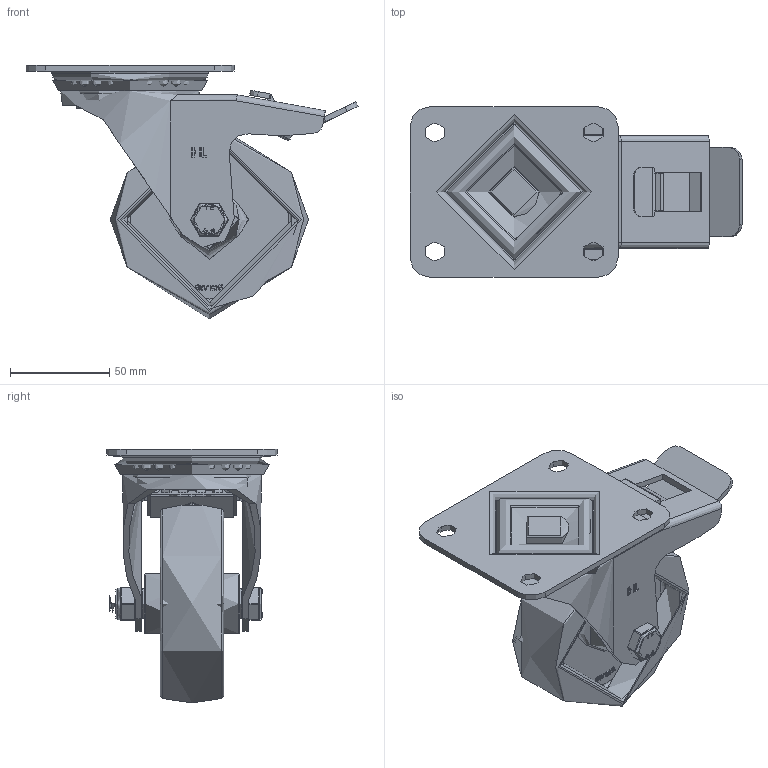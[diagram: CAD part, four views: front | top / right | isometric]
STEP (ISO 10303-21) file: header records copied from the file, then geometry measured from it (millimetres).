
FILE_DESCRIPTION(/* description */ (''),/* implementation_level */ '2;1');
FILE_NAME(/* name */ 'SSEH100NYSWB.step',/* time_stamp */ '2024-05-09T16:47:30+01:00',/* author */ (''),/* organization */ (''),/* preprocessor_version */ 'ST-DEVELOPER v20',/* originating_system */ 'Autodesk Translation Framework v12.20.1.177',/* authorisation */ '');
FILE_SCHEMA (('AUTOMOTIVE_DESIGN { 1 0 10303 214 3 1 1 }'));
Length unit declared in the file: millimetre
Products named in the file (22): SSEH100NYSWB; SSEH100ASSWB v1; STAINLESS STEEL TOP PLATE; STAINLESS STEEL TOP PLATE Geometry; Pattern; Component2; STAINLESS STEEL FORKS; BEARING SEAL; STAINLESS STEEL BRAKE PEDAL; BRAKE PAD; BRAKE PAD Geometry; brake bolt; BZH100WNY61 v6; WHITE NYLON WHEEL; TUBEM15X50SS v1; STAINLESS STEEL AXLE TUBE; BOLTM10X70A2 v2; GRADE A2 304 STAINLESS STEEL BOLT; NYLOCM10A2 v1; STAINLESS STEEL NUT; RUBBER; NUT
Assembly tree (40 placements, depth 5):
  SSEH100NYSWB
    SSEH100ASSWB v1
      STAINLESS STEEL TOP PLATE
        STAINLESS STEEL TOP PLATE Geometry
        Pattern
          Component2  x20
      STAINLESS STEEL FORKS
      BEARING SEAL
      STAINLESS STEEL BRAKE PEDAL
      BRAKE PAD
        BRAKE PAD Geometry
        brake bolt
    BZH100WNY61 v6
      WHITE NYLON WHEEL
    TUBEM15X50SS v1
      STAINLESS STEEL AXLE TUBE
    BOLTM10X70A2 v2
      GRADE A2 304 STAINLESS STEEL BOLT
    NYLOCM10A2 v1
      STAINLESS STEEL NUT
        RUBBER
        NUT
Bounding box: 167.5 x 86 x 128 mm (x, y, z)
Volume: 237590.8 mm3; surface area: 121788.6 mm2
Topology: 31 solids, 31 shells, 772 faces, 1990 edges, 1282 vertices
Faces by surface type: plane 405, cylinder 145, bspline 127, torus 45, sphere 38, cone 12
Full cylindrical faces by diameter (mm): 8 x2, 8.141 x18, 9.85 x18, 10 x3, 10.2 x2, 10.5 x1, 12 x2, 15 x2, 15.5 x1, 16 x1, 21 x1, 25 x2, 30 x1, 54 x1, 64 x1, 70 x1
Entity records: 33275 total; most frequent: CARTESIAN_POINT 14977, ORIENTED_EDGE 3862, DIRECTION 3368, EDGE_CURVE 1931, VERTEX_POINT 1244, AXIS2_PLACEMENT_3D 1142, LINE 1084, VECTOR 1084
